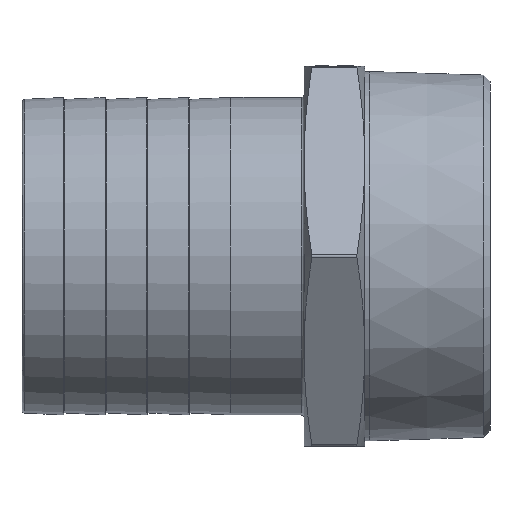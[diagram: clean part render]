
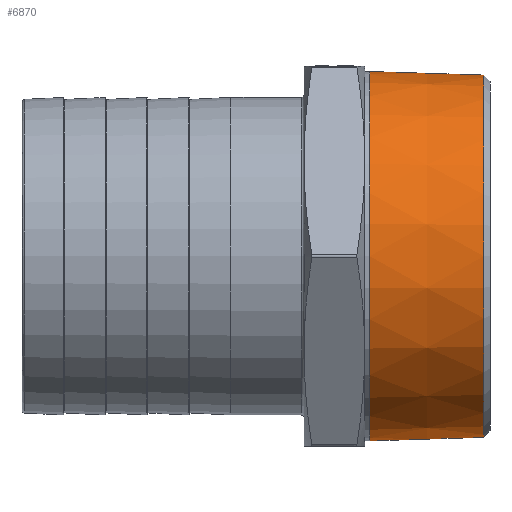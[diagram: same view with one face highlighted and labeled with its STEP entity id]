
A CAD part, front view. The second image highlights one B-rep face of the part: STEP entity #6870.
In plain terms, the highlighted conical face has half-angle 1.79 degrees and reference radius 43.942 mm.
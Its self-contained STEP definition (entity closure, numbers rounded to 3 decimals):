
#750 = EDGE_CURVE ( 'NONE', #5678, #5678, #1968, .T. ) ;
#1129 = EDGE_CURVE ( 'NONE', #7248, #7248, #13965, .T. ) ;
#1950 = AXIS2_PLACEMENT_3D ( 'NONE', #8275, #8273, #8271 ) ;
#1968 = CIRCLE ( 'NONE', #1950, 44.198 ) ;
#3576 = ORIENTED_EDGE ( 'NONE', *, *, #1129, .T. ) ;
#3729 = ORIENTED_EDGE ( 'NONE', *, *, #750, .F. ) ;
#3753 = EDGE_LOOP ( 'NONE', ( #3729 ) ) ;
#3865 = EDGE_LOOP ( 'NONE', ( #3576 ) ) ;
#5678 = VERTEX_POINT ( 'NONE', #14249 ) ;
#5823 = DIRECTION ( 'NONE',  ( 0., 0., 1. ) ) ;
#5856 = CARTESIAN_POINT ( 'NONE',  ( 35.722, 0., 0. ) ) ;
#5858 = DIRECTION ( 'NONE',  ( -1., 0., 0. ) ) ;
#5864 = DIRECTION ( 'NONE',  ( -1., 0., 0. ) ) ;
#5942 = DIRECTION ( 'NONE',  ( 0., 0., 1. ) ) ;
#6029 = CARTESIAN_POINT ( 'NONE',  ( 16.65, 0., 0. ) ) ;
#6870 = ADVANCED_FACE ( 'NONE', ( #14625, #14628 ), #14636, .T. ) ;
#7248 = VERTEX_POINT ( 'NONE', #14175 ) ;
#7310 = AXIS2_PLACEMENT_3D ( 'NONE', #6029, #5858, #5823 ) ;
#8271 = DIRECTION ( 'NONE',  ( 0., 0., 1. ) ) ;
#8273 = DIRECTION ( 'NONE',  ( -1., 0., 0. ) ) ;
#8275 = CARTESIAN_POINT ( 'NONE',  ( 8.45, 0., 0. ) ) ;
#13554 = AXIS2_PLACEMENT_3D ( 'NONE', #5856, #5864, #5942 ) ;
#13965 = CIRCLE ( 'NONE', #13554, 43.346 ) ;
#14175 = CARTESIAN_POINT ( 'NONE',  ( 35.722, 0., 43.346 ) ) ;
#14249 = CARTESIAN_POINT ( 'NONE',  ( 8.45, 0., 44.198 ) ) ;
#14625 = FACE_BOUND ( 'NONE', #3865, .T. ) ;
#14628 = FACE_OUTER_BOUND ( 'NONE', #3753, .T. ) ;
#14636 = CONICAL_SURFACE ( 'NONE', #7310, 43.942, 0.031 ) ;
